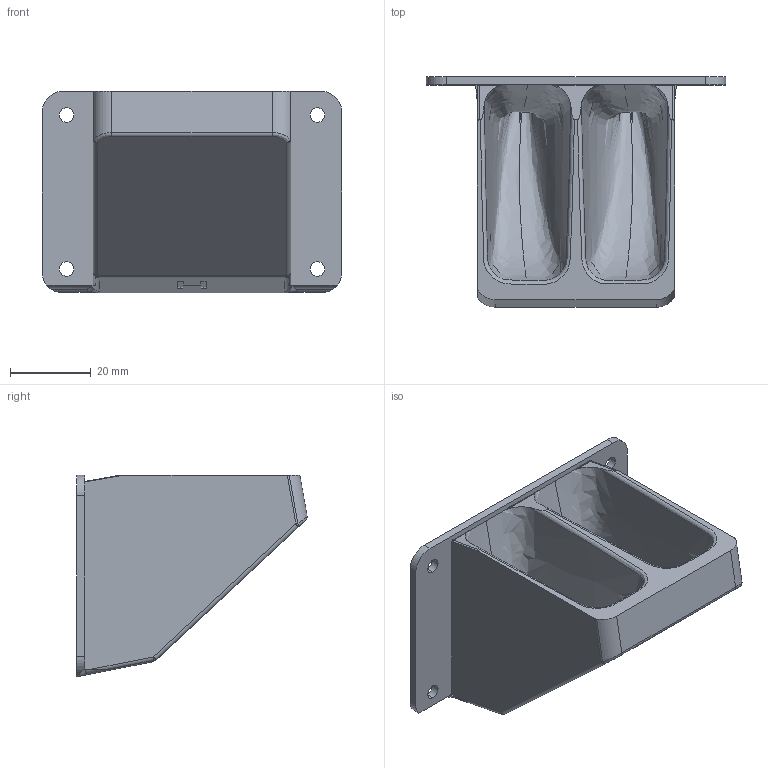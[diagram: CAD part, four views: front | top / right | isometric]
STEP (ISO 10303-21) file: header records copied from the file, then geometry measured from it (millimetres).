
FILE_DESCRIPTION (( 'STEP AP203' ), '1' );
FILE_NAME ('PR2125_U1_Filament_Runout_Sensor_Top.STEP', '2023-10-26T18:41:51', ( '' ), ( '' ), 'SwSTEP 2.0', 'SolidWorks 2022', '' );
FILE_SCHEMA (( 'CONFIG_CONTROL_DESIGN' ));
Length unit declared in the file: millimetre
Products named in the file (1): PR2125_U1_Filament_Runout_Sensor_Top
Bounding box: 74 x 56.97 x 49.8 mm (x, y, z)
Volume: 62046.7 mm3; surface area: 20454.1 mm2
Topology: 1 solids, 1 shells, 117 faces, 326 edges, 208 vertices
Faces by surface type: cylinder 41, plane 40, bspline 30, sphere 4, torus 2
Entity records: 7757 total; most frequent: CARTESIAN_POINT 5091, ORIENTED_EDGE 648, DIRECTION 397, EDGE_CURVE 324, VERTEX_POINT 208, AXIS2_PLACEMENT_3D 144, EDGE_LOOP 128, FACE_OUTER_BOUND 117
